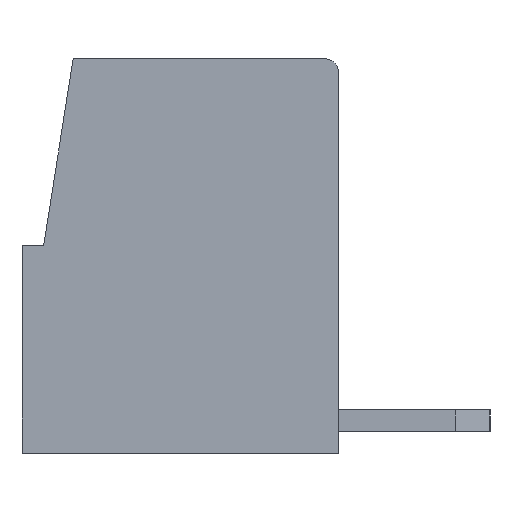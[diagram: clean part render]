
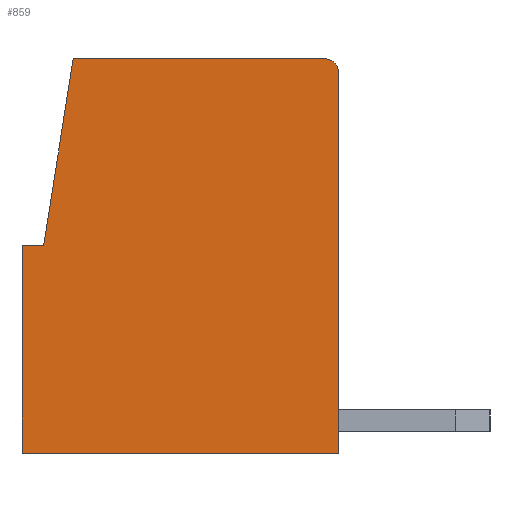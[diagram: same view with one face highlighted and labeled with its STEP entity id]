
A CAD part, left-side view. The second image highlights one B-rep face of the part: STEP entity #859.
In plain terms, the highlighted planar face has unit normal (-1, 0, 0).
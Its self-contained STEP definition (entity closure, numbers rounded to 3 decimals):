
#859=ADVANCED_FACE('',(#2053),#2054,.T.);
#2053=FACE_OUTER_BOUND('',#3600,.T.);
#2054=PLANE('',#3601);
#3600=EDGE_LOOP('',(#6168,#6169,#6170,#6171,#6172,#6173,#6174));
#3601=AXIS2_PLACEMENT_3D('',#6175,#6176,#6177);
#6168=ORIENTED_EDGE('',*,*,#10069,.F.);
#6169=ORIENTED_EDGE('',*,*,#10070,.F.);
#6170=ORIENTED_EDGE('',*,*,#10071,.F.);
#6171=ORIENTED_EDGE('',*,*,#10072,.F.);
#6172=ORIENTED_EDGE('',*,*,#10073,.F.);
#6173=ORIENTED_EDGE('',*,*,#10074,.F.);
#6174=ORIENTED_EDGE('',*,*,#10057,.F.);
#6175=CARTESIAN_POINT('',(-3.355,-9.024,9.8));
#6176=DIRECTION('',(-1.0,0.0,0.0));
#6177=DIRECTION('',(0.0,0.0,1.0));
#10057=EDGE_CURVE('',#12265,#12267,#12268,.T.);
#10069=EDGE_CURVE('',#12287,#12265,#12288,.T.);
#10070=EDGE_CURVE('',#12289,#12287,#12290,.T.);
#10071=EDGE_CURVE('',#12291,#12289,#12292,.T.);
#10072=EDGE_CURVE('',#12293,#12291,#12294,.T.);
#10073=EDGE_CURVE('',#12295,#12293,#12296,.T.);
#10074=EDGE_CURVE('',#12267,#12295,#12297,.T.);
#12265=VERTEX_POINT('',#15496);
#12267=VERTEX_POINT('',#15499);
#12268=CIRCLE('',#15500,0.3);
#12287=VERTEX_POINT('',#15526);
#12288=LINE('',#15527,#15528);
#12289=VERTEX_POINT('',#15529);
#12290=LINE('',#15530,#15531);
#12291=VERTEX_POINT('',#15532);
#12292=LINE('',#15533,#15534);
#12293=VERTEX_POINT('',#15535);
#12294=LINE('',#15536,#15537);
#12295=VERTEX_POINT('',#15538);
#12296=LINE('',#15539,#15540);
#12297=LINE('',#15541,#15542);
#15496=CARTESIAN_POINT('',(-3.355,-4.034,9.1));
#15499=CARTESIAN_POINT('',(-3.355,-4.334,8.8));
#15500=AXIS2_PLACEMENT_3D('',#18835,#18836,#18837);
#15526=CARTESIAN_POINT('',(-3.355,1.785,9.1));
#15527=CARTESIAN_POINT('',(-3.355,0.0,9.1));
#15528=VECTOR('',#18851,1000.0);
#15529=CARTESIAN_POINT('',(-3.355,2.466,4.8));
#15530=CARTESIAN_POINT('',(-3.355,3.226,0.0));
#15531=VECTOR('',#18852,1000.0);
#15532=CARTESIAN_POINT('',(-3.355,2.966,4.8));
#15533=CARTESIAN_POINT('',(-3.355,0.0,4.8));
#15534=VECTOR('',#18853,1000.0);
#15535=CARTESIAN_POINT('',(-3.355,2.966,0.));
#15536=CARTESIAN_POINT('',(-3.355,2.966,0.0));
#15537=VECTOR('',#18854,1000.0);
#15538=CARTESIAN_POINT('',(-3.355,-4.334,0.));
#15539=CARTESIAN_POINT('',(-3.355,0.0,0.));
#15540=VECTOR('',#18855,1000.0);
#15541=CARTESIAN_POINT('',(-3.355,-4.334,0.0));
#15542=VECTOR('',#18856,1000.0);
#18835=CARTESIAN_POINT('',(-3.355,-4.034,8.8));
#18836=DIRECTION('',(1.0,0.0,0.0));
#18837=DIRECTION('',(0.0,-1.0,0.0));
#18851=DIRECTION('',(0.0,-1.0,0.0));
#18852=DIRECTION('',(0.0,-0.156,0.988));
#18853=DIRECTION('',(0.0,-1.0,0.0));
#18854=DIRECTION('',(0.0,0.0,1.0));
#18855=DIRECTION('',(0.0,1.0,0.0));
#18856=DIRECTION('',(0.0,0.0,-1.0));
